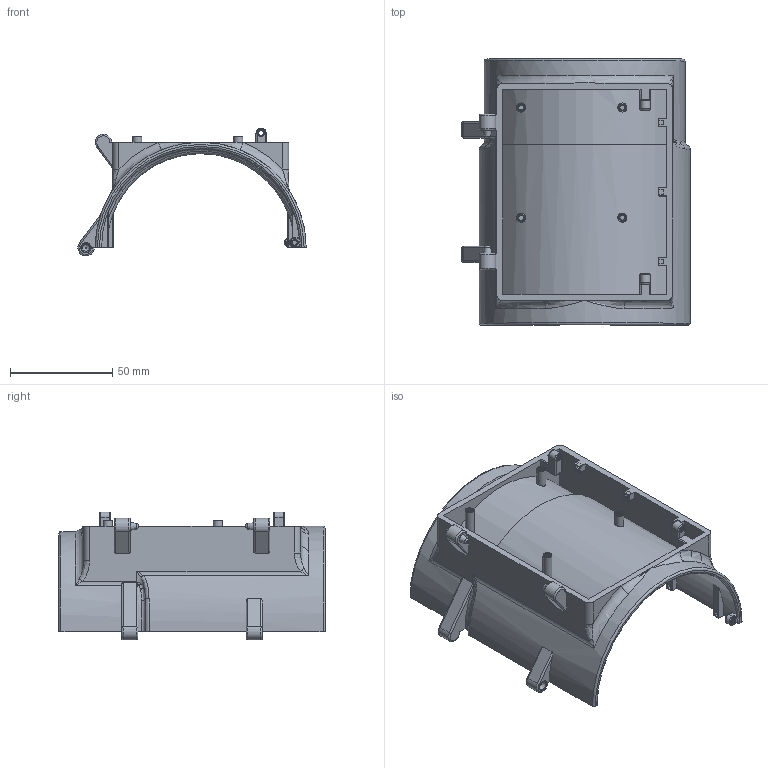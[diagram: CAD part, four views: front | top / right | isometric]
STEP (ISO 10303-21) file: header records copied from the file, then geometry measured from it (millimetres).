
FILE_DESCRIPTION(/* description */ (''),/* implementation_level */ '2;1');
FILE_NAME(/* name */ 'TopTube.step',/* time_stamp */ '2024-10-22T17:42:12+02:00',/* author */ (''),/* organization */ (''),/* preprocessor_version */ 'ST-DEVELOPER v20',/* originating_system */ 'Autodesk Translation Framework v13.20.0.188',/* authorisation */ '');
FILE_SCHEMA (('AUTOMOTIVE_DESIGN { 1 0 10303 214 3 1 1 }'));
Length unit declared in the file: millimetre
Products named in the file (2): PipboyV1; TopTube
Assembly tree (1 placements, depth 2):
  PipboyV1
    TopTube
Bounding box: 111.5 x 130 x 62.5 mm (x, y, z)
Volume: 85348.5 mm3; surface area: 57648.6 mm2
Topology: 1 solids, 1 shells, 607 faces, 1637 edges, 1050 vertices
Faces by surface type: cylinder 294, plane 214, bspline 48, torus 31, sphere 10, cone 10
Full cylindrical faces by diameter (mm): 2.529 x35, 3.086 x23, 4.4 x4
Entity records: 32333 total; most frequent: CARTESIAN_POINT 17992, ORIENTED_EDGE 3254, DIRECTION 2554, EDGE_CURVE 1627, VERTEX_POINT 1050, AXIS2_PLACEMENT_3D 885, LINE 784, VECTOR 784
